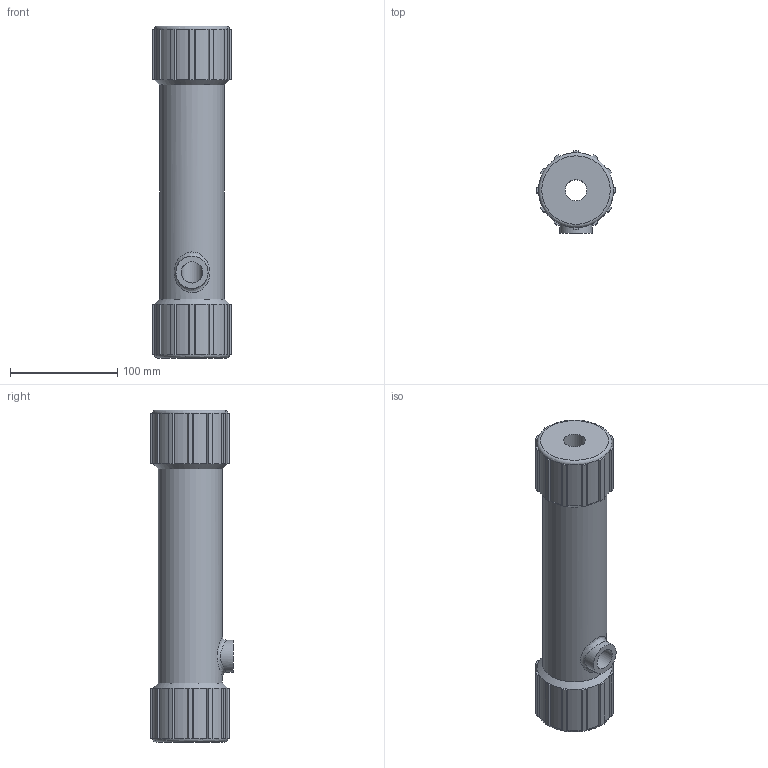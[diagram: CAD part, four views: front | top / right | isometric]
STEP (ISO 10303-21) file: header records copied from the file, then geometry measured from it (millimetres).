
FILE_DESCRIPTION(/* description */ (''),/* implementation_level */ '2;1');
FILE_NAME(/* name */ 'Cross Flow Filter.step',/* time_stamp */ '2020-10-28T15:37:15+11:00',/* author */ (''),/* organization */ (''),/* preprocessor_version */ 'ST-DEVELOPER v18.1',/* originating_system */ 'Autodesk Translation Framework v9.3.0.1241',/* authorisation */ '');
FILE_SCHEMA (('AUTOMOTIVE_DESIGN { 1 0 10303 214 3 1 1 }'));
Length unit declared in the file: millimetre
Products named in the file (1): Cross Flow Filter
Bounding box: 73.67 x 76.84 x 310 mm (x, y, z)
Volume: 893903.2 mm3; surface area: 94406.3 mm2
Topology: 1 solids, 1 shells, 156 faces, 363 edges, 209 vertices
Faces by surface type: plane 99, cylinder 52, torus 2, cone 2, bspline 1
Full cylindrical faces by diameter (mm): 20 x2, 30 x1, 60 x1
Entity records: 4555 total; most frequent: CARTESIAN_POINT 869, DIRECTION 833, ORIENTED_EDGE 726, EDGE_CURVE 363, AXIS2_PLACEMENT_3D 317, VERTEX_POINT 209, LINE 199, VECTOR 199
